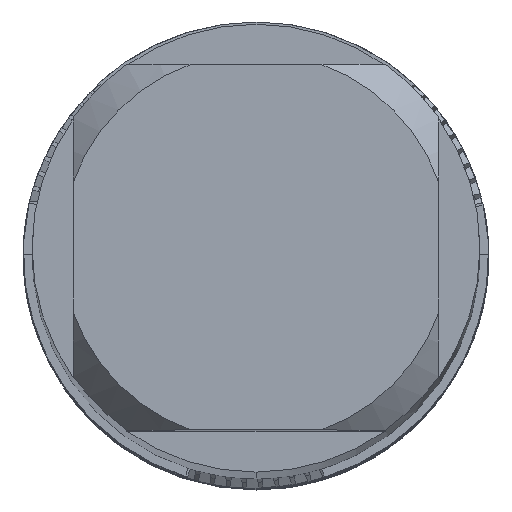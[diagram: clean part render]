
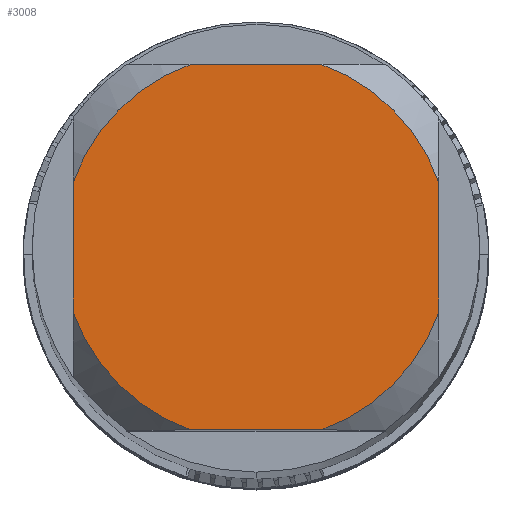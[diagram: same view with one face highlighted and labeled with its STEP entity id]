
A CAD part, top view. The second image highlights one B-rep face of the part: STEP entity #3008.
In plain terms, the highlighted planar face has unit normal (0, 0, 1).
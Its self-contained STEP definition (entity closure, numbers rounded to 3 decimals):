
#3008=ADVANCED_FACE('',(#8587),#8588,.T.);
#3760=VERTEX_POINT('',#9397);
#3934=VERTEX_POINT('',#9592);
#4138=EDGE_CURVE('',#5888,#5238,#9811,.T.);
#4282=VERTEX_POINT('',#9969);
#4850=VERTEX_POINT('',#10585);
#4884=EDGE_CURVE('',#3934,#3760,#10622,.T.);
#4938=EDGE_CURVE('',#4282,#5778,#10681,.T.);
#5004=EDGE_CURVE('',#4282,#5238,#10755,.T.);
#5038=EDGE_CURVE('',#3934,#4850,#10792,.T.);
#5238=VERTEX_POINT('',#11006);
#5778=VERTEX_POINT('',#11598);
#5834=EDGE_CURVE('',#7840,#3760,#11658,.T.);
#5888=VERTEX_POINT('',#11715);
#6996=EDGE_CURVE('',#7840,#5778,#12906,.T.);
#7840=VERTEX_POINT('',#13838);
#7894=EDGE_CURVE('',#5888,#4850,#13897,.T.);
#8587=FACE_OUTER_BOUND('',#15212,.T.);
#8588=PLANE('',#15213);
#9397=CARTESIAN_POINT('',(-0.87,2.45,0.0));
#9592=CARTESIAN_POINT('',(-2.45,0.87,0.0));
#9811=LINE('',#18666,#18667);
#9969=CARTESIAN_POINT('',(2.45,-0.87,0.0));
#10585=CARTESIAN_POINT('',(-2.45,-0.87,0.0));
#10622=CIRCLE('',#21331,2.6);
#10681=LINE('',#21504,#21505);
#10755=CIRCLE('',#21682,2.6);
#10792=LINE('',#21762,#21763);
#11006=CARTESIAN_POINT('',(0.87,-2.45,0.0));
#11598=CARTESIAN_POINT('',(2.45,0.87,0.0));
#11658=LINE('',#24467,#24468);
#11715=CARTESIAN_POINT('',(-0.87,-2.45,0.0));
#12906=CIRCLE('',#28024,2.6);
#13838=CARTESIAN_POINT('',(0.87,2.45,0.0));
#13897=CIRCLE('',#31009,2.6);
#15212=EDGE_LOOP('',(#32649,#32650,#32651,#32652,#32653,#32654,#32655,#32656));
#15213=AXIS2_PLACEMENT_3D('',#32657,#32658,#32659);
#18666=CARTESIAN_POINT('',(0.0,-2.45,0.0));
#18667=VECTOR('',#33802,1.0);
#21331=AXIS2_PLACEMENT_3D('',#34868,#34869,#34870);
#21504=CARTESIAN_POINT('',(2.45,0.65,0.0));
#21505=VECTOR('',#34938,1.0);
#21682=AXIS2_PLACEMENT_3D('',#35020,#35021,#35022);
#21762=CARTESIAN_POINT('',(-2.45,0.65,0.0));
#21763=VECTOR('',#35054,1.0);
#24467=CARTESIAN_POINT('',(0.0,2.45,0.0));
#24468=VECTOR('',#35844,1.0);
#28024=AXIS2_PLACEMENT_3D('',#36885,#36886,#36887);
#31009=AXIS2_PLACEMENT_3D('',#38134,#38135,#38136);
#32649=ORIENTED_EDGE('',*,*,#5038,.T.);
#32650=ORIENTED_EDGE('',*,*,#7894,.F.);
#32651=ORIENTED_EDGE('',*,*,#4138,.T.);
#32652=ORIENTED_EDGE('',*,*,#5004,.F.);
#32653=ORIENTED_EDGE('',*,*,#4938,.T.);
#32654=ORIENTED_EDGE('',*,*,#6996,.F.);
#32655=ORIENTED_EDGE('',*,*,#5834,.T.);
#32656=ORIENTED_EDGE('',*,*,#4884,.F.);
#32657=CARTESIAN_POINT('',(0.0,1.3,0.0));
#32658=DIRECTION('',(-0.0,0.0,1.0));
#32659=DIRECTION('',(0.0,-1.0,0.0));
#33802=DIRECTION('',(1.0,0.0,0.0));
#34868=CARTESIAN_POINT('',(0.0,0.0,0.0));
#34869=DIRECTION('',(0.0,0.0,-1.0));
#34870=DIRECTION('',(0.0,1.0,0.0));
#34938=DIRECTION('',(-0.0,1.0,0.0));
#35020=CARTESIAN_POINT('',(0.0,0.0,0.0));
#35021=DIRECTION('',(0.0,0.0,-1.0));
#35022=DIRECTION('',(0.0,1.0,0.0));
#35054=DIRECTION('',(-0.0,-1.0,0.0));
#35844=DIRECTION('',(-1.0,0.0,0.0));
#36885=CARTESIAN_POINT('',(0.0,0.0,0.0));
#36886=DIRECTION('',(0.0,0.0,-1.0));
#36887=DIRECTION('',(0.0,1.0,0.0));
#38134=CARTESIAN_POINT('',(0.0,0.0,0.0));
#38135=DIRECTION('',(0.0,0.0,-1.0));
#38136=DIRECTION('',(0.0,1.0,0.0));
